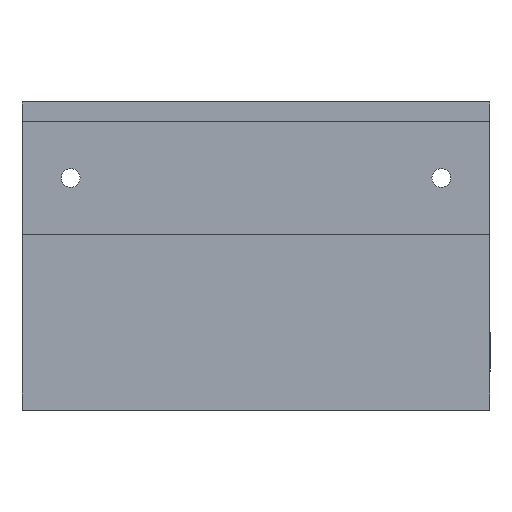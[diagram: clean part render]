
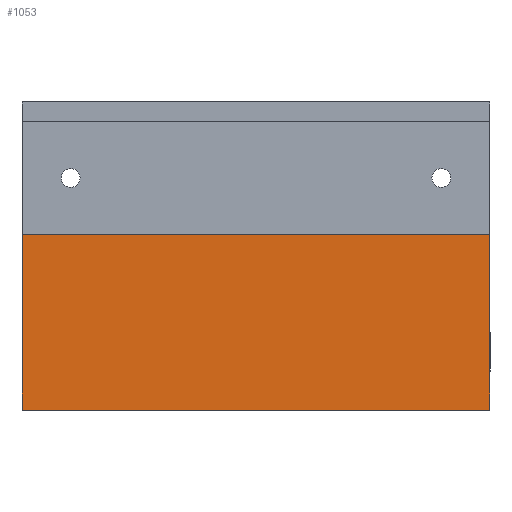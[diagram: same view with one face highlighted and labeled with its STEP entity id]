
A CAD part, front view. The second image highlights one B-rep face of the part: STEP entity #1053.
In plain terms, the highlighted planar face has unit normal (0, -1, 0).
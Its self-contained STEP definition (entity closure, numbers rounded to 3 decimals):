
#64=PLANE('',#1132);
#111=FACE_OUTER_BOUND('',#172,.T.);
#172=EDGE_LOOP('',(#966,#967,#968,#969));
#267=LINE('',#1610,#397);
#278=LINE('',#1631,#408);
#286=LINE('',#1646,#416);
#301=LINE('',#1680,#431);
#397=VECTOR('',#1311,10.);
#408=VECTOR('',#1328,10.);
#416=VECTOR('',#1340,10.);
#431=VECTOR('',#1379,10.);
#532=VERTEX_POINT('',#1607);
#533=VERTEX_POINT('',#1609);
#540=VERTEX_POINT('',#1630);
#545=VERTEX_POINT('',#1644);
#658=EDGE_CURVE('',#532,#533,#267,.T.);
#669=EDGE_CURVE('',#540,#533,#278,.T.);
#677=EDGE_CURVE('',#545,#532,#286,.T.);
#694=EDGE_CURVE('',#540,#545,#301,.T.);
#966=ORIENTED_EDGE('',*,*,#694,.F.);
#967=ORIENTED_EDGE('',*,*,#669,.T.);
#968=ORIENTED_EDGE('',*,*,#658,.F.);
#969=ORIENTED_EDGE('',*,*,#677,.F.);
#1053=ADVANCED_FACE('',(#111),#64,.F.);
#1132=AXIS2_PLACEMENT_3D('',#1684,#1382,#1383);
#1311=DIRECTION('',(-1.,0.,0.));
#1328=DIRECTION('',(0.,0.,-1.));
#1340=DIRECTION('',(0.,0.,-1.));
#1379=DIRECTION('',(1.,0.,0.));
#1382=DIRECTION('center_axis',(0.,1.,0.));
#1383=DIRECTION('ref_axis',(0.,0.,
1.));
#1607=CARTESIAN_POINT('',(57.266,37.164,-89.596));
#1609=CARTESIAN_POINT('',(-62.734,37.164,-89.596));
#1610=CARTESIAN_POINT('',(55.155,37.164,-89.596));
#1630=CARTESIAN_POINT('',(-62.734,37.164,-44.596));
#1631=CARTESIAN_POINT('',(-62.734,37.164,-69.596));
#1644=CARTESIAN_POINT('',(57.266,37.164,-44.596));
#1646=CARTESIAN_POINT('',(57.266,37.164,-49.596));
#1680=CARTESIAN_POINT('',(55.155,37.164,-44.596));
#1684=CARTESIAN_POINT('Origin',(-2.734,37.164,-47.096));
